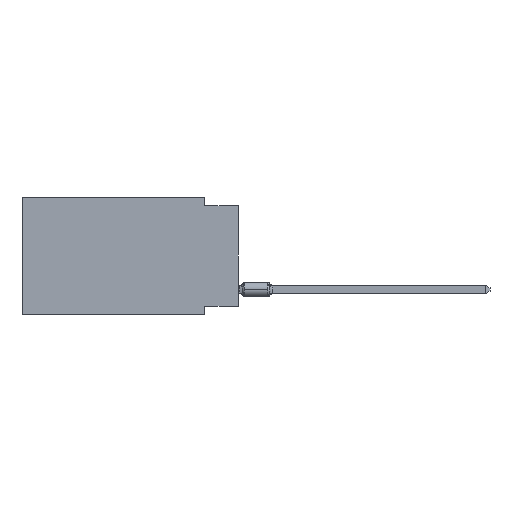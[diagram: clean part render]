
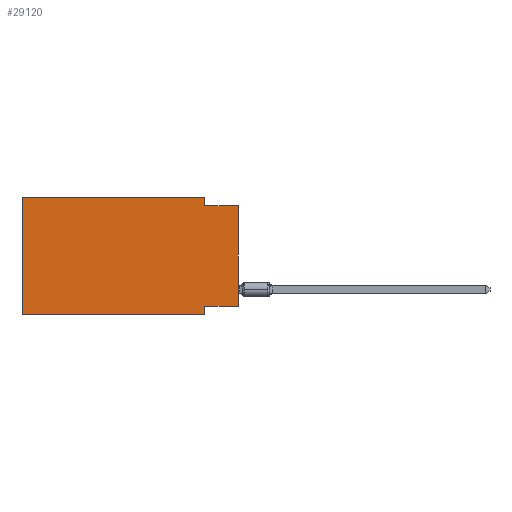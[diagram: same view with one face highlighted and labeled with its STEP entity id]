
A CAD part, left-side view. The second image highlights one B-rep face of the part: STEP entity #29120.
In plain terms, the highlighted planar face has unit normal (-1, 0, 0).
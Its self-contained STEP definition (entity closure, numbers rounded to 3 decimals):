
#245 = VECTOR ( 'NONE', #5460, 1000. ) ;
#793 = EDGE_CURVE ( 'NONE', #18011, #7191, #18681, .T. ) ;
#1041 = DIRECTION ( 'NONE',  ( 1., 0., 0. ) ) ;
#1598 = EDGE_LOOP ( 'NONE', ( #10909, #12586, #30193, #8290, #29061, #31110, #12919, #8201 ) ) ;
#2318 = CARTESIAN_POINT ( 'NONE',  ( 0., 16.383, -8.89 ) ) ;
#3427 = EDGE_CURVE ( 'NONE', #14094, #24882, #20501, .T. ) ;
#3556 = PLANE ( 'NONE',  #28813 ) ;
#4291 = EDGE_CURVE ( 'NONE', #16491, #17336, #25763, .T. ) ;
#5440 = CARTESIAN_POINT ( 'NONE',  ( 0., 0., 0. ) ) ;
#5460 = DIRECTION ( 'NONE',  ( 0., 0., -1. ) ) ;
#5513 = DIRECTION ( 'NONE',  ( 0., 0., 1. ) ) ;
#6754 = VECTOR ( 'NONE', #30707, 1000. ) ;
#7191 = VERTEX_POINT ( 'NONE', #10334 ) ;
#7271 = CARTESIAN_POINT ( 'NONE',  ( 0., 0., -8.255 ) ) ;
#7951 = DIRECTION ( 'NONE',  ( 0., -1., 0. ) ) ;
#8201 = ORIENTED_EDGE ( 'NONE', *, *, #19828, .F. ) ;
#8290 = ORIENTED_EDGE ( 'NONE', *, *, #4291, .F. ) ;
#8881 = EDGE_CURVE ( 'NONE', #15318, #16491, #13519, .T. ) ;
#10334 = CARTESIAN_POINT ( 'NONE',  ( 0., 2.54, -8.89 ) ) ;
#10643 = VECTOR ( 'NONE', #31357, 1000. ) ;
#10833 = CARTESIAN_POINT ( 'NONE',  ( 0., 2.54, -8.89 ) ) ;
#10909 = ORIENTED_EDGE ( 'NONE', *, *, #3427, .T. ) ;
#10912 = FACE_OUTER_BOUND ( 'NONE', #1598, .T. ) ;
#11254 = DIRECTION ( 'NONE',  ( 0., 1., 0. ) ) ;
#12586 = ORIENTED_EDGE ( 'NONE', *, *, #14964, .F. ) ;
#12840 = LINE ( 'NONE', #2318, #6754 ) ;
#12919 = ORIENTED_EDGE ( 'NONE', *, *, #793, .F. ) ;
#12938 = CARTESIAN_POINT ( 'NONE',  ( 0., 16.383, -8.89 ) ) ;
#13519 = LINE ( 'NONE', #28415, #23183 ) ;
#13638 = EDGE_CURVE ( 'NONE', #15318, #7191, #12840, .T. ) ;
#14094 = VERTEX_POINT ( 'NONE', #7271 ) ;
#14616 = CARTESIAN_POINT ( 'NONE',  ( 0., 2.54, -0.635 ) ) ;
#14964 = EDGE_CURVE ( 'NONE', #21650, #24882, #25183, .T. ) ;
#15318 = VERTEX_POINT ( 'NONE', #12938 ) ;
#15918 = VECTOR ( 'NONE', #7951, 1000. ) ;
#16010 = VECTOR ( 'NONE', #11254, 1000. ) ;
#16491 = VERTEX_POINT ( 'NONE', #31363 ) ;
#17336 = VERTEX_POINT ( 'NONE', #18908 ) ;
#18011 = VERTEX_POINT ( 'NONE', #22021 ) ;
#18681 = LINE ( 'NONE', #10833, #10643 ) ;
#18908 = CARTESIAN_POINT ( 'NONE',  ( 0., 2.54, 0. ) ) ;
#19828 = EDGE_CURVE ( 'NONE', #14094, #18011, #29134, .T. ) ;
#20081 = CARTESIAN_POINT ( 'NONE',  ( 0., 16.383, 0. ) ) ;
#20169 = VECTOR ( 'NONE', #30264, 1000. ) ;
#20354 = LINE ( 'NONE', #23203, #245 ) ;
#20501 = LINE ( 'NONE', #5440, #26778 ) ;
#20657 = DIRECTION ( 'NONE',  ( 0., 0., 1. ) ) ;
#21107 = CARTESIAN_POINT ( 'NONE',  ( 0., 16.383, 0. ) ) ;
#21650 = VERTEX_POINT ( 'NONE', #14616 ) ;
#22021 = CARTESIAN_POINT ( 'NONE',  ( 0., 2.54, -8.255 ) ) ;
#23183 = VECTOR ( 'NONE', #5513, 1000. ) ;
#23203 = CARTESIAN_POINT ( 'NONE',  ( 0., 2.54, 0. ) ) ;
#23786 = DIRECTION ( 'NONE',  ( 0., 0., -1. ) ) ;
#24746 = EDGE_CURVE ( 'NONE', #17336, #21650, #20354, .T. ) ;
#24882 = VERTEX_POINT ( 'NONE', #31507 ) ;
#25183 = LINE ( 'NONE', #30836, #15918 ) ;
#25763 = LINE ( 'NONE', #20081, #20169 ) ;
#26303 = CARTESIAN_POINT ( 'NONE',  ( 0., 0., -8.255 ) ) ;
#26778 = VECTOR ( 'NONE', #20657, 1000. ) ;
#28415 = CARTESIAN_POINT ( 'NONE',  ( 0., 16.383, 0. ) ) ;
#28813 = AXIS2_PLACEMENT_3D ( 'NONE', #21107, #1041, #23786 ) ;
#29061 = ORIENTED_EDGE ( 'NONE', *, *, #8881, .F. ) ;
#29120 = ADVANCED_FACE ( 'NONE', ( #10912 ), #3556, .F. ) ;
#29134 = LINE ( 'NONE', #26303, #16010 ) ;
#30193 = ORIENTED_EDGE ( 'NONE', *, *, #24746, .F. ) ;
#30264 = DIRECTION ( 'NONE',  ( 0., -1., 0. ) ) ;
#30707 = DIRECTION ( 'NONE',  ( 0., -1., 0. ) ) ;
#30836 = CARTESIAN_POINT ( 'NONE',  ( 0., 0., -0.635 ) ) ;
#31110 = ORIENTED_EDGE ( 'NONE', *, *, #13638, .T. ) ;
#31357 = DIRECTION ( 'NONE',  ( 0., 0., -1. ) ) ;
#31363 = CARTESIAN_POINT ( 'NONE',  ( 0., 16.383, 0. ) ) ;
#31507 = CARTESIAN_POINT ( 'NONE',  ( 0., 0., -0.635 ) ) ;
